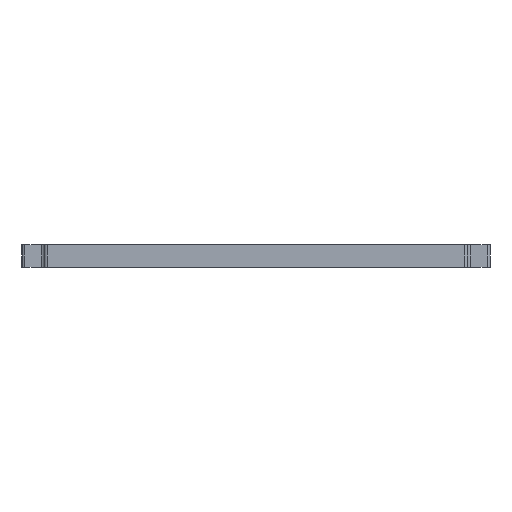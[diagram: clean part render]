
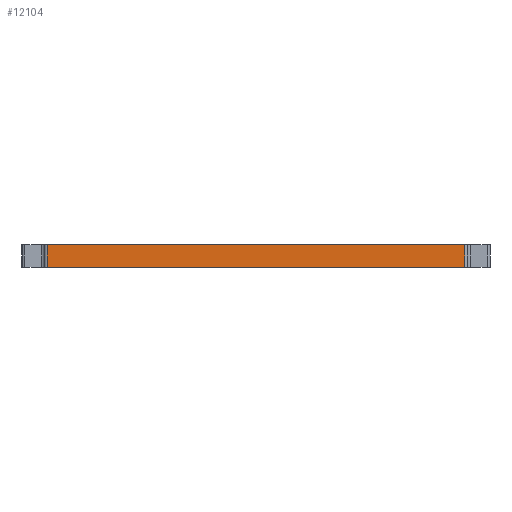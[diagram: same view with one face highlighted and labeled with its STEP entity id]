
A CAD part, left-side view. The second image highlights one B-rep face of the part: STEP entity #12104.
In plain terms, the highlighted planar face has unit normal (-1, 0, 0).
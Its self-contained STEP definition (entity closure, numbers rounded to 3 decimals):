
#96=PLANE('',#13050);
#556=FACE_OUTER_BOUND('',#1228,.T.);
#1228=EDGE_LOOP('',(#9285,#9286,#9287,#9288));
#1825=LINE('',#17105,#3331);
#2009=LINE('',#17830,#3515);
#2450=LINE('',#18972,#3956);
#2451=LINE('',#18974,#3957);
#3331=VECTOR('',#13703,10.);
#3515=VECTOR('',#14253,10.);
#3956=VECTOR('',#15010,10.);
#3957=VECTOR('',#15013,10.);
#5176=VERTEX_POINT('',#17102);
#5177=VERTEX_POINT('',#17104);
#5534=VERTEX_POINT('',#17827);
#5535=VERTEX_POINT('',#17829);
#6413=EDGE_CURVE('',#5176,#5177,#1825,.T.);
#6776=EDGE_CURVE('',#5534,#5535,#2009,.T.);
#7352=EDGE_CURVE('',#5535,#5176,#2450,.T.);
#7353=EDGE_CURVE('',#5177,#5534,#2451,.T.);
#9285=ORIENTED_EDGE('',*,*,#7352,.F.);
#9286=ORIENTED_EDGE('',*,*,#6776,.F.);
#9287=ORIENTED_EDGE('',*,*,#7353,.F.);
#9288=ORIENTED_EDGE('',*,*,#6413,.F.);
#12104=ADVANCED_FACE('',(#556),#96,.T.);
#13050=AXIS2_PLACEMENT_3D('',#18973,#15011,#15012);
#13703=DIRECTION('',(0.,-1.,0.));
#14253=DIRECTION('',(0.,1.,0.));
#15010=DIRECTION('',(0.,0.,1.));
#15011=DIRECTION('center_axis',(-1.,0.,0.));
#15012=DIRECTION('ref_axis',(0.,-1.,0.));
#15013=DIRECTION('',(0.,0.,-1.));
#17102=CARTESIAN_POINT('',(0.,-0.5,1.5));
#17104=CARTESIAN_POINT('',(0.,-75.7,1.5));
#17105=CARTESIAN_POINT('',(0.,0.,1.5));
#17827=CARTESIAN_POINT('',(0.,-75.7,-2.5));
#17829=CARTESIAN_POINT('',(0.,-0.5,-2.5));
#17830=CARTESIAN_POINT('',(0.,-76.2,-2.5));
#18972=CARTESIAN_POINT('',(0.,-0.5,0.));
#18973=CARTESIAN_POINT('Origin',(0.,0.,0.));
#18974=CARTESIAN_POINT('',(0.,-75.7,0.));
